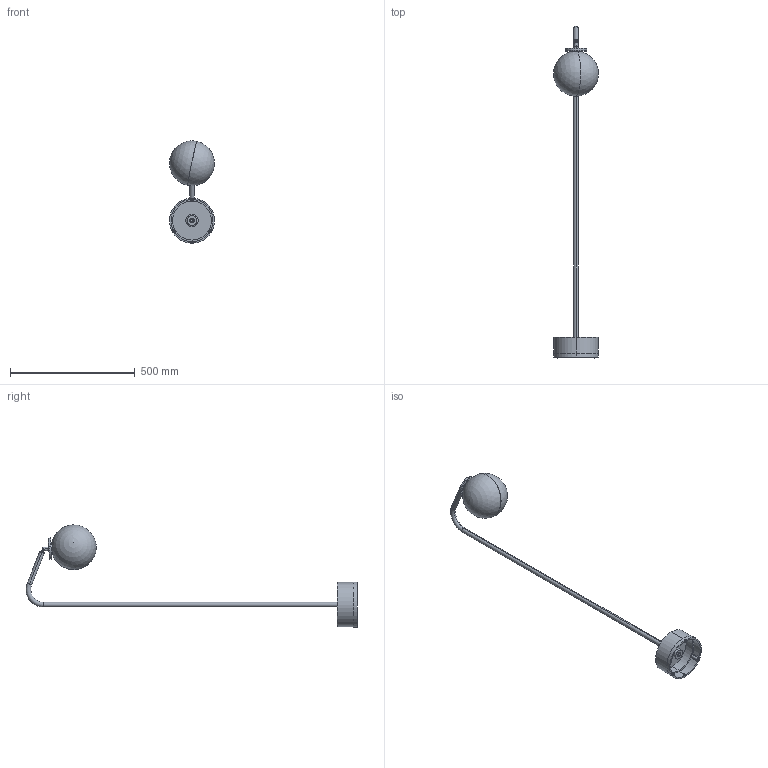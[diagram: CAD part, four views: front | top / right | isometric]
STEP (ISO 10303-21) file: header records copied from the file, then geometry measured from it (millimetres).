
FILE_DESCRIPTION (( 'STEP AP214' ), '1' );
FILE_NAME ('Oscar_Customer CAD.STEP', '2015-05-15T10:52:43', ( '' ), ( '' ), 'SwSTEP 2.0', 'SolidWorks 2012', '' );
FILE_SCHEMA (( 'AUTOMOTIVE_DESIGN' ));
Length unit declared in the file: millimetre
Products named in the file (17): SLIM SPINNING (9MM)2; Glass Ball_180_B; cfl bulb; lamp holder cfl; ALL THREAD M10; COUPLER M10; G9 Spring Clip for Globe; Walter Logan Part NR 450 A; Walter Logan Part NR 450 A (2); OSCAR FLOOR ARM; OSCAR FLOOR BASE; Oscar_Customer CAD; Rubber Foot; arm bulb assembly_01; Washer Silicone; Walter_logan_Connection
Assembly tree (18 placements, depth 4):
  Oscar_Customer CAD
    OSCAR FLOOR BASE
    OSCAR FLOOR ARM
    arm bulb assembly_01
      Walter Logan Part NR 450 A
        Walter Logan Part NR 450 A
        Walter Logan Part NR 450 A (2)
      G9 Spring Clip for Globe
      COUPLER M10
      ALL THREAD M10
      lamp holder cfl
      cfl bulb
      Glass Ball_180_B
      SLIM SPINNING (9MM)2
      Washer Silicone
    Walter_logan_Connection
    Rubber Foot  x3
Bounding box: 180.05 x 1328.4 x 408.8 mm (x, y, z)
Volume: 965209.3 mm3; surface area: 529516.4 mm2
Topology: 16 solids, 17 shells, 313 faces, 766 edges, 479 vertices
Faces by surface type: cylinder 141, plane 70, torus 46, bspline 31, sphere 16, cone 9
Entity records: 16178 total; most frequent: CARTESIAN_POINT 8442, DIRECTION 1573, ORIENTED_EDGE 1408, EDGE_CURVE 704, AXIS2_PLACEMENT_3D 686, VERTEX_POINT 444, CIRCLE 400, EDGE_LOOP 346
